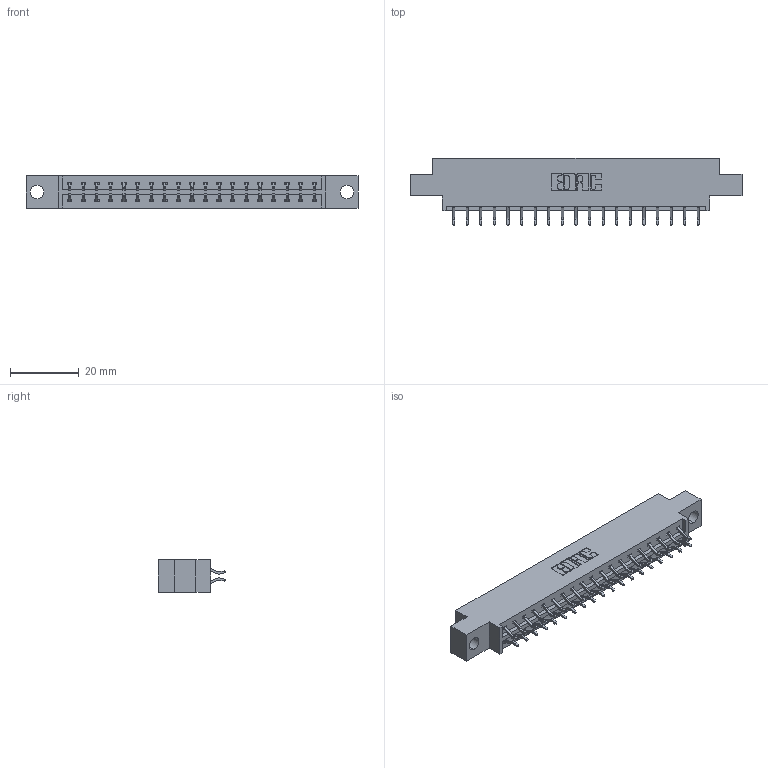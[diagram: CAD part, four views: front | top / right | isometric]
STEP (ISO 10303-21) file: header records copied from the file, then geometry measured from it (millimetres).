
FILE_DESCRIPTION (( 'STEP AP203' ), '1' );
FILE_NAME ('833-038-556-804.STEP', '2020-06-03T13:32:44', ( '' ), ( '' ), 'SwSTEP 2.0', 'SolidWorks 2020', '' );
FILE_SCHEMA (( 'CONFIG_CONTROL_DESIGN' ));
Length unit declared in the file: inch
Products named in the file (3): 833 Part_Offset - .156 Dia - TH; 345-292-001_556 Tail; 833-038-556-804
Assembly tree (39 placements, depth 2):
  833-038-556-804
    833 Part_Offset - .156 Dia - TH
    345-292-001_556 Tail  x38
Bounding box: 96.82 x 19.57 x 9.4 mm (x, y, z)
Volume: 9353 mm3; surface area: 10793.2 mm2
Topology: 39 solids, 39 shells, 2322 faces, 6897 edges, 4546 vertices
Faces by surface type: plane 1594, cylinder 728
Entity records: 15553 total; most frequent: CARTESIAN_POINT 2622, ORIENTED_EDGE 2546, DIRECTION 2269, EDGE_CURVE 1273, VECTOR 1137, LINE 1137, VERTEX_POINT 846, AXIS2_PLACEMENT_3D 566
